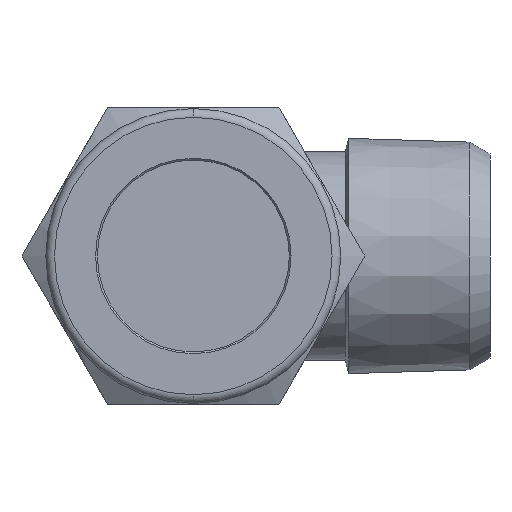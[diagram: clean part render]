
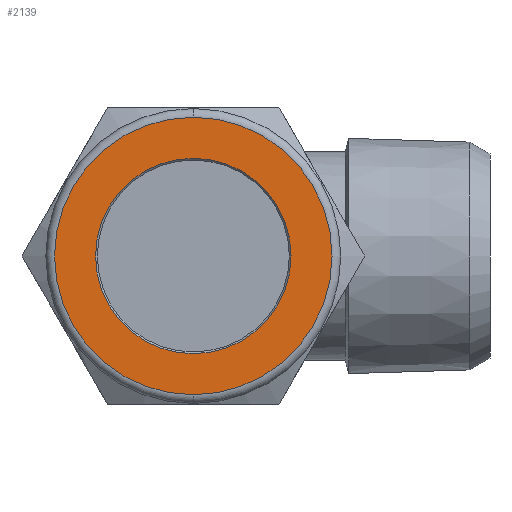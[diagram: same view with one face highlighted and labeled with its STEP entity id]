
A CAD part, left-side view. The second image highlights one B-rep face of the part: STEP entity #2139.
In plain terms, the highlighted planar face has unit normal (-1, 0, 0).
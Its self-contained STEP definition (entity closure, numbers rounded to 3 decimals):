
#284 = AXIS2_PLACEMENT_3D ( 'NONE', #1094, #1095, #1096 ) ;
#285 = AXIS2_PLACEMENT_3D ( 'NONE', #1099, #1100, #1101 ) ;
#369 = EDGE_CURVE ( 'NONE', #3124, #3123, #1494, .T. ) ;
#380 = EDGE_CURVE ( 'NONE', #3112, #3115, #1509, .T. ) ;
#607 = EDGE_LOOP ( 'NONE', ( #1423, #1424 ) ) ;
#610 = EDGE_LOOP ( 'NONE', ( #1421, #1422 ) ) ;
#940 = CIRCLE ( 'NONE', #284, 15.9 ) ;
#941 = CIRCLE ( 'NONE', #285, 11.2 ) ;
#1094 = CARTESIAN_POINT ( 'NONE',  ( -43., 0., 0. ) ) ;
#1095 = DIRECTION ( 'NONE',  ( -1., 0., 0. ) ) ;
#1096 = DIRECTION ( 'NONE',  ( 0., 0., 1. ) ) ;
#1099 = CARTESIAN_POINT ( 'NONE',  ( -43., 0., 0. ) ) ;
#1100 = DIRECTION ( 'NONE',  ( 1., 0., 0. ) ) ;
#1101 = DIRECTION ( 'NONE',  ( 0., 0., -1. ) ) ;
#1311 = DIRECTION ( 'NONE',  ( -1., 0., 0. ) ) ;
#1312 = CARTESIAN_POINT ( 'NONE',  ( -43., 16.9, 0. ) ) ;
#1314 = PLANE ( 'NONE',  #2996 ) ;
#1316 = DIRECTION ( 'NONE',  ( 0., 0., 1. ) ) ;
#1421 = ORIENTED_EDGE ( 'NONE', *, *, #369, .T. ) ;
#1422 = ORIENTED_EDGE ( 'NONE', *, *, #2870, .T. ) ;
#1423 = ORIENTED_EDGE ( 'NONE', *, *, #380, .T. ) ;
#1424 = ORIENTED_EDGE ( 'NONE', *, *, #2871, .T. ) ;
#1494 = CIRCLE ( 'NONE', #2967, 15.9 ) ;
#1509 = CIRCLE ( 'NONE', #2973, 11.2 ) ;
#1567 = FACE_OUTER_BOUND ( 'NONE', #610, .T. ) ;
#1569 = FACE_BOUND ( 'NONE', #607, .T. ) ;
#2139 = ADVANCED_FACE ( 'NONE', ( #1567, #1569 ), #1314, .T. ) ;
#2390 = CARTESIAN_POINT ( 'NONE',  ( -43., 0., 11.2 ) ) ;
#2402 = CARTESIAN_POINT ( 'NONE',  ( -43., 0., -11.2 ) ) ;
#2409 = CARTESIAN_POINT ( 'NONE',  ( -43., 0., -15.9 ) ) ;
#2410 = CARTESIAN_POINT ( 'NONE',  ( -43., 0., 15.9 ) ) ;
#2870 = EDGE_CURVE ( 'NONE', #3123, #3124, #940, .T. ) ;
#2871 = EDGE_CURVE ( 'NONE', #3115, #3112, #941, .T. ) ;
#2967 = AXIS2_PLACEMENT_3D ( 'NONE', #3043, #3044, #3045 ) ;
#2973 = AXIS2_PLACEMENT_3D ( 'NONE', #3072, #3073, #3074 ) ;
#2996 = AXIS2_PLACEMENT_3D ( 'NONE', #1312, #1311, #1316 ) ;
#3043 = CARTESIAN_POINT ( 'NONE',  ( -43., 0., 0. ) ) ;
#3044 = DIRECTION ( 'NONE',  ( -1., 0., 0. ) ) ;
#3045 = DIRECTION ( 'NONE',  ( 0., 0., 1. ) ) ;
#3072 = CARTESIAN_POINT ( 'NONE',  ( -43., 0., 0. ) ) ;
#3073 = DIRECTION ( 'NONE',  ( 1., 0., 0. ) ) ;
#3074 = DIRECTION ( 'NONE',  ( 0., 0., -1. ) ) ;
#3112 = VERTEX_POINT ( 'NONE', #2390 ) ;
#3115 = VERTEX_POINT ( 'NONE', #2402 ) ;
#3123 = VERTEX_POINT ( 'NONE', #2409 ) ;
#3124 = VERTEX_POINT ( 'NONE', #2410 ) ;
